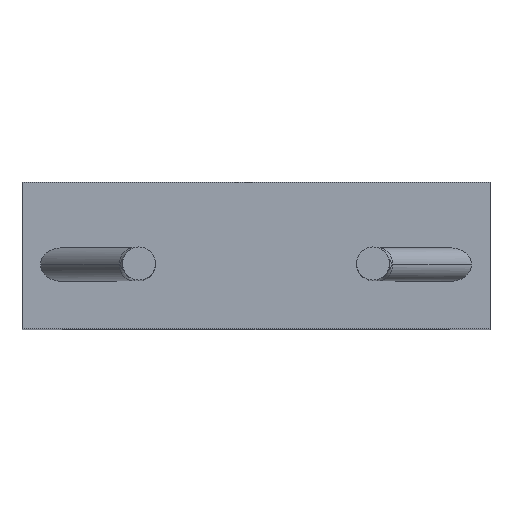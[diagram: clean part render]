
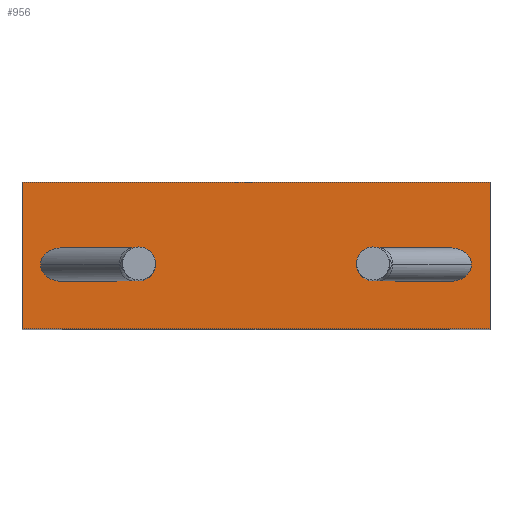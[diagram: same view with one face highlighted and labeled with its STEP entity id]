
A CAD part, top view. The second image highlights one B-rep face of the part: STEP entity #956.
In plain terms, the highlighted planar face has unit normal (0, 0, 1).
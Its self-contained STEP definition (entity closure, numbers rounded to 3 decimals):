
#5=DIRECTION('',(1.,0.,0.));
#6=VECTOR('',#5,10.16);
#7=CARTESIAN_POINT('',(-5.08,0.,5.65));
#8=LINE('',#7,#6);
#83=DIRECTION('',(0.,1.,0.));
#84=VECTOR('',#83,3.18);
#85=CARTESIAN_POINT('',(5.08,0.,5.65));
#86=LINE('',#85,#84);
#143=DIRECTION('',(1.,0.,0.));
#144=VECTOR('',#143,10.16);
#145=CARTESIAN_POINT('',(-5.08,3.18,5.65));
#146=LINE('',#145,#144);
#169=DIRECTION('',(0.,1.,0.));
#170=VECTOR('',#169,3.18);
#171=CARTESIAN_POINT('',(-5.08,0.,5.65));
#172=LINE('',#171,#170);
#173=CARTESIAN_POINT('',(4.679,1.39,5.65));
#174=CARTESIAN_POINT('',(4.679,1.432,5.65));
#175=CARTESIAN_POINT('',(4.66,1.524,5.65));
#176=CARTESIAN_POINT('',(4.559,1.652,5.65));
#177=CARTESIAN_POINT('',(4.429,1.721,5.65));
#178=CARTESIAN_POINT('',(4.318,1.746,5.65));
#179=CARTESIAN_POINT('',(4.239,1.752,5.65));
#180=CARTESIAN_POINT('',(4.16,1.746,5.65));
#181=CARTESIAN_POINT('',(4.049,1.721,5.65));
#182=CARTESIAN_POINT('',(3.919,1.652,5.65));
#183=CARTESIAN_POINT('',(3.818,1.524,5.65));
#184=CARTESIAN_POINT('',(3.8,1.432,5.65));
#185=CARTESIAN_POINT('',(3.8,1.39,5.65));
#187=CARTESIAN_POINT('',(3.8,1.39,5.65));
#188=CARTESIAN_POINT('',(3.8,1.348,5.65));
#189=CARTESIAN_POINT('',(3.818,1.256,5.65));
#190=CARTESIAN_POINT('',(3.919,1.128,5.65));
#191=CARTESIAN_POINT('',(4.049,1.059,5.65));
#192=CARTESIAN_POINT('',(4.16,1.034,5.65));
#193=CARTESIAN_POINT('',(4.239,1.028,5.65));
#194=CARTESIAN_POINT('',(4.318,1.034,5.65));
#195=CARTESIAN_POINT('',(4.429,1.059,5.65));
#196=CARTESIAN_POINT('',(4.559,1.128,5.65));
#197=CARTESIAN_POINT('',(4.66,1.256,5.65));
#198=CARTESIAN_POINT('',(4.679,1.348,5.65));
#199=CARTESIAN_POINT('',(4.679,1.39,5.65));
#201=CARTESIAN_POINT('',(-3.8,1.39,5.65));
#202=CARTESIAN_POINT('',(-3.8,1.432,5.65));
#203=CARTESIAN_POINT('',(-3.818,1.524,5.65));
#204=CARTESIAN_POINT('',(-3.919,1.652,5.65));
#205=CARTESIAN_POINT('',(-4.049,1.721,5.65));
#206=CARTESIAN_POINT('',(-4.16,1.746,5.65));
#207=CARTESIAN_POINT('',(-4.239,1.752,5.65));
#208=CARTESIAN_POINT('',(-4.318,1.746,5.65));
#209=CARTESIAN_POINT('',(-4.429,1.721,5.65));
#210=CARTESIAN_POINT('',(-4.559,1.652,5.65));
#211=CARTESIAN_POINT('',(-4.66,1.524,5.65));
#212=CARTESIAN_POINT('',(-4.679,1.432,5.65));
#213=CARTESIAN_POINT('',(-4.679,1.39,5.65));
#215=CARTESIAN_POINT('',(-4.679,1.39,5.65));
#216=CARTESIAN_POINT('',(-4.679,1.348,5.65));
#217=CARTESIAN_POINT('',(-4.66,1.256,5.65));
#218=CARTESIAN_POINT('',(-4.559,1.128,5.65));
#219=CARTESIAN_POINT('',(-4.429,1.059,5.65));
#220=CARTESIAN_POINT('',(-4.318,1.034,5.65));
#221=CARTESIAN_POINT('',(-4.239,1.028,5.65));
#222=CARTESIAN_POINT('',(-4.16,1.034,5.65));
#223=CARTESIAN_POINT('',(-4.049,1.059,5.65));
#224=CARTESIAN_POINT('',(-3.919,1.128,5.65));
#225=CARTESIAN_POINT('',(-3.818,1.256,5.65));
#226=CARTESIAN_POINT('',(-3.8,1.348,5.65));
#227=CARTESIAN_POINT('',(-3.8,1.39,5.65));
#589=CARTESIAN_POINT('',(-5.08,0.,5.65));
#590=CARTESIAN_POINT('',(5.08,0.,5.65));
#591=VERTEX_POINT('',#589);
#592=VERTEX_POINT('',#590);
#593=CARTESIAN_POINT('',(-5.08,3.18,5.65));
#594=CARTESIAN_POINT('',(5.08,3.18,5.65));
#595=VERTEX_POINT('',#593);
#596=VERTEX_POINT('',#594);
#630=CARTESIAN_POINT('',(-4.679,1.39,5.65));
#632=VERTEX_POINT('',#630);
#637=CARTESIAN_POINT('',(-3.8,1.39,5.65));
#638=VERTEX_POINT('',#637);
#641=CARTESIAN_POINT('',(3.8,1.39,5.65));
#642=VERTEX_POINT('',#641);
#643=CARTESIAN_POINT('',(4.679,1.39,5.65));
#645=VERTEX_POINT('',#643);
#933=CARTESIAN_POINT('',(-5.08,0.,5.65));
#934=DIRECTION('',(0.,0.,1.));
#935=DIRECTION('',(1.,0.,0.));
#936=AXIS2_PLACEMENT_3D('',#933,#934,#935);
#937=PLANE('',#936);
#938=ORIENTED_EDGE('',*,*,#744,.F.);
#939=ORIENTED_EDGE('',*,*,#845,.T.);
#940=ORIENTED_EDGE('',*,*,#878,.T.);
#941=ORIENTED_EDGE('',*,*,#803,.F.);
#942=EDGE_LOOP('',(#938,#939,#940,#941));
#943=FACE_OUTER_BOUND('',#942,.F.);
#945=ORIENTED_EDGE('',*,*,#944,.T.);
#947=ORIENTED_EDGE('',*,*,#946,.T.);
#948=EDGE_LOOP('',(#945,#947));
#949=FACE_BOUND('',#948,.F.);
#951=ORIENTED_EDGE('',*,*,#950,.T.);
#953=ORIENTED_EDGE('',*,*,#952,.T.);
#954=EDGE_LOOP('',(#951,#953));
#955=FACE_BOUND('',#954,.F.);
#186=B_SPLINE_CURVE_WITH_KNOTS('',3,(#173,#174,#175,#176,#177,#178,#179,#180,
#181,#182,#183,#184,#185),.UNSPECIFIED.,.F.,.F.,(4,1,1,1,1,1,1,1,1,1,4),(0.,
0.125,0.25,0.375,0.438,0.5,0.563,0.625,0.75,0.875,1.),
.UNSPECIFIED.);
#200=B_SPLINE_CURVE_WITH_KNOTS('',3,(#187,#188,#189,#190,#191,#192,#193,#194,
#195,#196,#197,#198,#199),.UNSPECIFIED.,.F.,.F.,(4,1,1,1,1,1,1,1,1,1,4),(0.,
0.125,0.25,0.375,0.438,0.5,0.563,0.625,0.75,0.875,1.),
.UNSPECIFIED.);
#214=B_SPLINE_CURVE_WITH_KNOTS('',3,(#201,#202,#203,#204,#205,#206,#207,#208,
#209,#210,#211,#212,#213),.UNSPECIFIED.,.F.,.F.,(4,1,1,1,1,1,1,1,1,1,4),(0.,
0.125,0.25,0.375,0.438,0.5,0.563,0.625,0.75,0.875,1.),
.UNSPECIFIED.);
#228=B_SPLINE_CURVE_WITH_KNOTS('',3,(#215,#216,#217,#218,#219,#220,#221,#222,
#223,#224,#225,#226,#227),.UNSPECIFIED.,.F.,.F.,(4,1,1,1,1,1,1,1,1,1,4),(0.,
0.125,0.25,0.375,0.438,0.5,0.563,0.625,0.75,0.875,1.),
.UNSPECIFIED.);
#744=EDGE_CURVE('',#591,#592,#8,.T.);
#803=EDGE_CURVE('',#592,#596,#86,.T.);
#845=EDGE_CURVE('',#591,#595,#172,.T.);
#878=EDGE_CURVE('',#595,#596,#146,.T.);
#944=EDGE_CURVE('',#645,#642,#186,.T.);
#946=EDGE_CURVE('',#642,#645,#200,.T.);
#950=EDGE_CURVE('',#638,#632,#214,.T.);
#952=EDGE_CURVE('',#632,#638,#228,.T.);
#956=ADVANCED_FACE('',(#943,#949,#955),#937,.T.);
